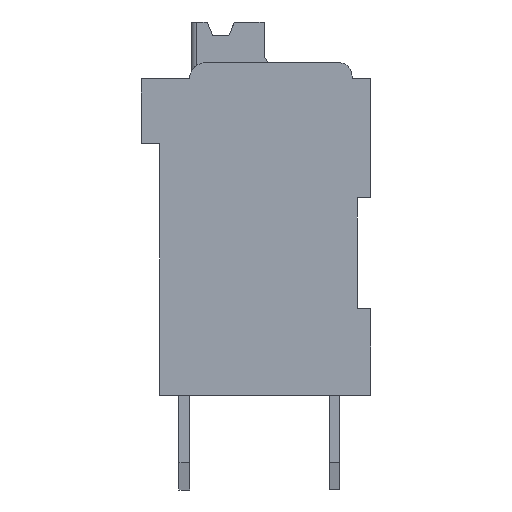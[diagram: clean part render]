
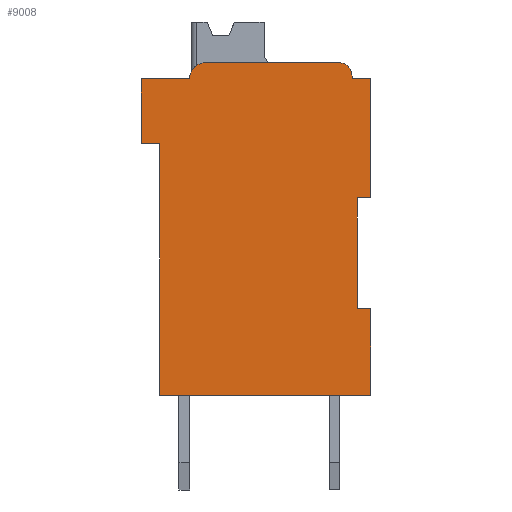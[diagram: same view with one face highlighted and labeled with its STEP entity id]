
A CAD part, left-side view. The second image highlights one B-rep face of the part: STEP entity #9008.
In plain terms, the highlighted planar face has unit normal (-1, 0, 0).
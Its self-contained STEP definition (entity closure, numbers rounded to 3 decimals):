
#333=FACE_OUTER_BOUND('',#813,.T.);
#813=EDGE_LOOP('',(#5835,#5836,#5837,#5838,#5839,#5840,#5841,#5842,#5843,
#5844,#5845,#5846,#5847,#5848,#5849));
#1457=CIRCLE('',#9511,0.5);
#1458=CIRCLE('',#9514,0.6);
#1528=LINE('',#12287,#2524);
#1532=LINE('',#12297,#2528);
#1541=LINE('',#12314,#2537);
#1544=LINE('',#12320,#2540);
#1549=LINE('',#12340,#2545);
#1557=LINE('',#12358,#2553);
#1564=LINE('',#12372,#2560);
#1575=LINE('',#12459,#2571);
#1578=LINE('',#12466,#2574);
#1579=LINE('',#12470,#2575);
#1580=LINE('',#12472,#2576);
#1581=LINE('',#12473,#2577);
#1582=LINE('',#12474,#2578);
#2524=VECTOR('',#10101,1.);
#2528=VECTOR('',#10107,1.);
#2537=VECTOR('',#10118,1.);
#2540=VECTOR('',#10123,1.);
#2545=VECTOR('',#10130,1.);
#2553=VECTOR('',#10140,1.);
#2560=VECTOR('',#10149,1.);
#2571=VECTOR('',#10174,1.);
#2574=VECTOR('',#10183,1.);
#2575=VECTOR('',#10188,1.);
#2576=VECTOR('',#10189,1.);
#2577=VECTOR('',#10190,1.);
#2578=VECTOR('',#10191,1.);
#3516=VERTEX_POINT('',#12269);
#3524=VERTEX_POINT('',#12285);
#3528=VERTEX_POINT('',#12294);
#3529=VERTEX_POINT('',#12296);
#3536=VERTEX_POINT('',#12312);
#3538=VERTEX_POINT('',#12318);
#3544=VERTEX_POINT('',#12338);
#3552=VERTEX_POINT('',#12355);
#3553=VERTEX_POINT('',#12357);
#3559=VERTEX_POINT('',#12371);
#3574=VERTEX_POINT('',#12456);
#3575=VERTEX_POINT('',#12458);
#3576=VERTEX_POINT('',#12462);
#3577=VERTEX_POINT('',#12469);
#3578=VERTEX_POINT('',#12471);
#4417=EDGE_CURVE('',#3516,#3524,#1528,.T.);
#4421=EDGE_CURVE('',#3528,#3529,#1532,.T.);
#4430=EDGE_CURVE('',#3536,#3528,#1541,.T.);
#4433=EDGE_CURVE('',#3538,#3536,#1544,.T.);
#4440=EDGE_CURVE('',#3544,#3538,#1549,.T.);
#4448=EDGE_CURVE('',#3552,#3553,#1557,.T.);
#4455=EDGE_CURVE('',#3559,#3516,#1564,.T.);
#4473=EDGE_CURVE('',#3574,#3575,#1575,.T.);
#4475=EDGE_CURVE('',#3576,#3575,#1457,.T.);
#4477=EDGE_CURVE('',#3524,#3576,#1578,.T.);
#4478=EDGE_CURVE('',#3574,#3529,#1458,.T.);
#4479=EDGE_CURVE('',#3577,#3544,#1579,.T.);
#4480=EDGE_CURVE('',#3578,#3577,#1580,.T.);
#4481=EDGE_CURVE('',#3553,#3578,#1581,.T.);
#4482=EDGE_CURVE('',#3559,#3552,#1582,.T.);
#5835=ORIENTED_EDGE('',*,*,#4473,.F.);
#5836=ORIENTED_EDGE('',*,*,#4478,.T.);
#5837=ORIENTED_EDGE('',*,*,#4421,.F.);
#5838=ORIENTED_EDGE('',*,*,#4430,.F.);
#5839=ORIENTED_EDGE('',*,*,#4433,.F.);
#5840=ORIENTED_EDGE('',*,*,#4440,.F.);
#5841=ORIENTED_EDGE('',*,*,#4479,.F.);
#5842=ORIENTED_EDGE('',*,*,#4480,.F.);
#5843=ORIENTED_EDGE('',*,*,#4481,.F.);
#5844=ORIENTED_EDGE('',*,*,#4448,.F.);
#5845=ORIENTED_EDGE('',*,*,#4482,.F.);
#5846=ORIENTED_EDGE('',*,*,#4455,.T.);
#5847=ORIENTED_EDGE('',*,*,#4417,.T.);
#5848=ORIENTED_EDGE('',*,*,#4477,.T.);
#5849=ORIENTED_EDGE('',*,*,#4475,.T.);
#8455=PLANE('',#9513);
#9008=ADVANCED_FACE('',(#333),#8455,.F.);
#9511=AXIS2_PLACEMENT_3D('',#12463,#10178,#10179);
#9513=AXIS2_PLACEMENT_3D('',#12467,#10184,#10185);
#9514=AXIS2_PLACEMENT_3D('',#12468,#10186,#10187);
#10101=DIRECTION('',(0.,1.,0.));
#10107=DIRECTION('',(0.,-1.,0.));
#10118=DIRECTION('',(0.,0.,1.));
#10123=DIRECTION('',(0.,1.,0.));
#10130=DIRECTION('',(0.,0.,1.));
#10140=DIRECTION('',(0.,0.,-1.));
#10149=DIRECTION('',(0.,0.,1.));
#10174=DIRECTION('',(0.,-1.,0.));
#10178=DIRECTION('center_axis',(-1.,0.,0.));
#10179=DIRECTION('ref_axis',(0.,-1.,0.));
#10183=DIRECTION('',(0.,0.,1.));
#10184=DIRECTION('center_axis',(1.,0.,0.));
#10185=DIRECTION('ref_axis',(0.,1.,0.));
#10186=DIRECTION('center_axis',(-1.,0.,0.));
#10187=DIRECTION('ref_axis',(0.,0.,1.));
#10188=DIRECTION('',(0.,1.,0.));
#10189=DIRECTION('',(0.,0.,-1.));
#10190=DIRECTION('',(0.,-1.,0.));
#10191=DIRECTION('',(0.,1.,0.));
#12269=CARTESIAN_POINT('',(-3.855,-4.1,11.7));
#12285=CARTESIAN_POINT('',(-3.855,-3.4,11.7));
#12287=CARTESIAN_POINT('',(-3.855,-4.1,11.7));
#12294=CARTESIAN_POINT('',(-3.855,4.4,11.7));
#12296=CARTESIAN_POINT('',(-3.855,2.6,11.7));
#12297=CARTESIAN_POINT('',(-3.855,4.4,11.7));
#12312=CARTESIAN_POINT('',(-3.855,4.4,9.3));
#12314=CARTESIAN_POINT('',(-3.855,4.4,9.3));
#12318=CARTESIAN_POINT('',(-3.855,3.7,9.3));
#12320=CARTESIAN_POINT('',(-3.855,3.7,9.3));
#12338=CARTESIAN_POINT('',(-3.855,3.7,0.));
#12340=CARTESIAN_POINT('',(-3.855,3.7,0.));
#12355=CARTESIAN_POINT('',(-3.855,-3.6,7.3));
#12357=CARTESIAN_POINT('',(-3.855,-3.6,3.2));
#12358=CARTESIAN_POINT('',(-3.855,-3.6,7.3));
#12371=CARTESIAN_POINT('',(-3.855,-4.1,7.3));
#12372=CARTESIAN_POINT('',(-3.855,-4.1,7.3));
#12456=CARTESIAN_POINT('',(-3.855,2.,12.3));
#12458=CARTESIAN_POINT('',(-3.855,-2.9,12.3));
#12459=CARTESIAN_POINT('',(-3.855,2.,12.3));
#12462=CARTESIAN_POINT('',(-3.855,-3.4,11.8));
#12463=CARTESIAN_POINT('Origin',(-3.855,-2.9,11.8));
#12466=CARTESIAN_POINT('',(-3.855,-3.4,11.7));
#12467=CARTESIAN_POINT('Origin',(-3.855,0.15,6.15));
#12468=CARTESIAN_POINT('Origin',(-3.855,2.,11.7));
#12469=CARTESIAN_POINT('',(-3.855,-4.1,0.));
#12470=CARTESIAN_POINT('',(-3.855,-4.1,0.));
#12471=CARTESIAN_POINT('',(-3.855,-4.1,3.2));
#12472=CARTESIAN_POINT('',(-3.855,-4.1,3.2));
#12473=CARTESIAN_POINT('',(-3.855,-3.6,3.2));
#12474=CARTESIAN_POINT('',(-3.855,-4.1,7.3));
